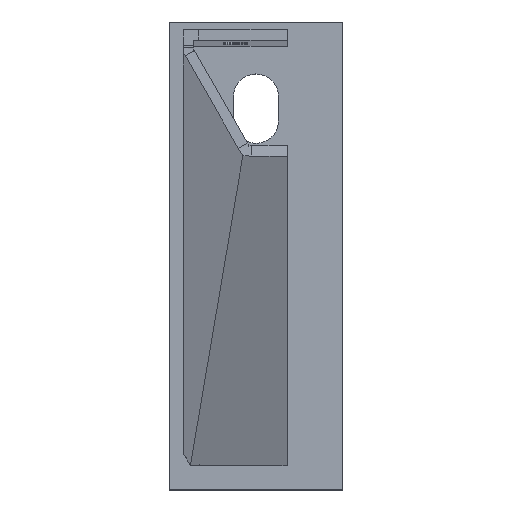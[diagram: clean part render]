
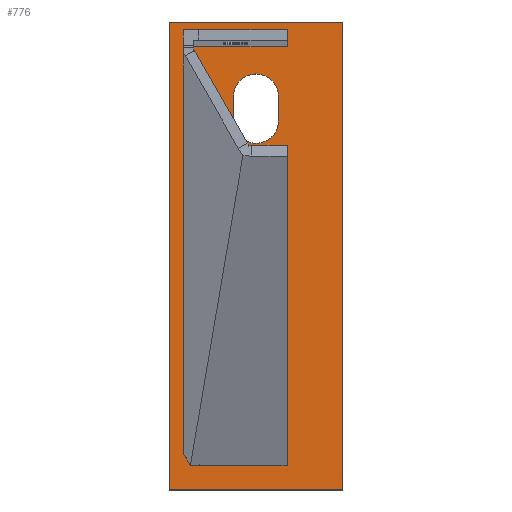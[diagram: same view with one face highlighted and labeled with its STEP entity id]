
A CAD part, top view. The second image highlights one B-rep face of the part: STEP entity #776.
In plain terms, the highlighted planar face has unit normal (0, 0, 1).
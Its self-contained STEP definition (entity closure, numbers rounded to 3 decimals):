
#8 = DIRECTION ( 'NONE',  ( 1., 0., 0. ) ) ;
#68 = CARTESIAN_POINT ( 'NONE',  ( 6.5, -7., 8. ) ) ;
#85 = CARTESIAN_POINT ( 'NONE',  ( 25., 21.5, 8. ) ) ;
#125 = VECTOR ( 'NONE', #416, 1000. ) ;
#131 = VERTEX_POINT ( 'NONE', #1984 ) ;
#174 = ORIENTED_EDGE ( 'NONE', *, *, #2096, .F. ) ;
#193 = VERTEX_POINT ( 'NONE', #2195 ) ;
#238 = DIRECTION ( 'NONE',  ( 1., 0., 0. ) ) ;
#249 = ORIENTED_EDGE ( 'NONE', *, *, #333, .T. ) ;
#275 = FACE_BOUND ( 'NONE', #2112, .T. ) ;
#333 = EDGE_CURVE ( 'NONE', #573, #1774, #1263, .T. ) ;
#343 = ORIENTED_EDGE ( 'NONE', *, *, #2064, .F. ) ;
#383 = ORIENTED_EDGE ( 'NONE', *, *, #516, .T. ) ;
#394 = VERTEX_POINT ( 'NONE', #1009 ) ;
#416 = DIRECTION ( 'NONE',  ( 0., -1., 0. ) ) ;
#419 = CARTESIAN_POINT ( 'NONE',  ( 0., -7., 8. ) ) ;
#442 = EDGE_CURVE ( 'NONE', #131, #2137, #1707, .T. ) ;
#460 = AXIS2_PLACEMENT_3D ( 'NONE', #419, #1866, #238 ) ;
#516 = EDGE_CURVE ( 'NONE', #1774, #131, #733, .T. ) ;
#540 = PLANE ( 'NONE',  #789 ) ;
#573 = VERTEX_POINT ( 'NONE', #598 ) ;
#593 = CARTESIAN_POINT ( 'NONE',  ( 6.5, 0., 8. ) ) ;
#598 = CARTESIAN_POINT ( 'NONE',  ( -25., 21.5, 8. ) ) ;
#607 = EDGE_LOOP ( 'NONE', ( #249, #383, #1843, #2174 ) ) ;
#697 = FACE_OUTER_BOUND ( 'NONE', #607, .T. ) ;
#710 = CARTESIAN_POINT ( 'NONE',  ( -6.5, 0., 8. ) ) ;
#712 = CARTESIAN_POINT ( 'NONE',  ( -25., -113.5, 8. ) ) ;
#722 = ORIENTED_EDGE ( 'NONE', *, *, #1706, .F. ) ;
#727 = VECTOR ( 'NONE', #2237, 1000. ) ;
#733 = LINE ( 'NONE', #712, #1165 ) ;
#776 = ADVANCED_FACE ( 'NONE', ( #697, #275 ), #540, .T. ) ;
#789 = AXIS2_PLACEMENT_3D ( 'NONE', #1805, #892, #1603 ) ;
#790 = DIRECTION ( 'NONE',  ( -1., 0., 0. ) ) ;
#878 = CARTESIAN_POINT ( 'NONE',  ( 0., 0., 8. ) ) ;
#892 = DIRECTION ( 'NONE',  ( 0., 0., 1. ) ) ;
#894 = DIRECTION ( 'NONE',  ( 1., 0., 0. ) ) ;
#963 = LINE ( 'NONE', #1496, #125 ) ;
#977 = EDGE_CURVE ( 'NONE', #2184, #394, #1304, .T. ) ;
#1009 = CARTESIAN_POINT ( 'NONE',  ( 6.5, 0., 8. ) ) ;
#1120 = ORIENTED_EDGE ( 'NONE', *, *, #977, .F. ) ;
#1165 = VECTOR ( 'NONE', #8, 1000. ) ;
#1235 = DIRECTION ( 'NONE',  ( 0., 0., 1. ) ) ;
#1263 = LINE ( 'NONE', #2017, #2116 ) ;
#1304 = LINE ( 'NONE', #593, #727 ) ;
#1385 = CARTESIAN_POINT ( 'NONE',  ( -25., -113.5, 8. ) ) ;
#1415 = AXIS2_PLACEMENT_3D ( 'NONE', #878, #1235, #894 ) ;
#1423 = EDGE_CURVE ( 'NONE', #2137, #573, #2054, .T. ) ;
#1442 = DIRECTION ( 'NONE',  ( 0., -1., 0. ) ) ;
#1496 = CARTESIAN_POINT ( 'NONE',  ( -6.5, 0., 8. ) ) ;
#1603 = DIRECTION ( 'NONE',  ( 1., 0., 0. ) ) ;
#1634 = CARTESIAN_POINT ( 'NONE',  ( 25., 21.5, 8. ) ) ;
#1706 = EDGE_CURVE ( 'NONE', #193, #2184, #1712, .T. ) ;
#1707 = LINE ( 'NONE', #85, #2315 ) ;
#1712 = CIRCLE ( 'NONE', #460, 6.5 ) ;
#1774 = VERTEX_POINT ( 'NONE', #1385 ) ;
#1805 = CARTESIAN_POINT ( 'NONE',  ( -25., -113.5, 8. ) ) ;
#1843 = ORIENTED_EDGE ( 'NONE', *, *, #442, .T. ) ;
#1866 = DIRECTION ( 'NONE',  ( 0., 0., 1. ) ) ;
#1965 = VERTEX_POINT ( 'NONE', #710 ) ;
#1984 = CARTESIAN_POINT ( 'NONE',  ( 25., -113.5, 8. ) ) ;
#2017 = CARTESIAN_POINT ( 'NONE',  ( -25., 21.5, 8. ) ) ;
#2054 = LINE ( 'NONE', #2255, #2069 ) ;
#2064 = EDGE_CURVE ( 'NONE', #394, #1965, #2092, .T. ) ;
#2069 = VECTOR ( 'NONE', #790, 1000. ) ;
#2092 = CIRCLE ( 'NONE', #1415, 6.5 ) ;
#2096 = EDGE_CURVE ( 'NONE', #1965, #193, #963, .T. ) ;
#2112 = EDGE_LOOP ( 'NONE', ( #174, #343, #1120, #722 ) ) ;
#2116 = VECTOR ( 'NONE', #1442, 1000. ) ;
#2137 = VERTEX_POINT ( 'NONE', #1634 ) ;
#2174 = ORIENTED_EDGE ( 'NONE', *, *, #1423, .T. ) ;
#2184 = VERTEX_POINT ( 'NONE', #68 ) ;
#2195 = CARTESIAN_POINT ( 'NONE',  ( -6.5, -7., 8. ) ) ;
#2237 = DIRECTION ( 'NONE',  ( 0., 1., 0. ) ) ;
#2255 = CARTESIAN_POINT ( 'NONE',  ( -25., 21.5, 8. ) ) ;
#2256 = DIRECTION ( 'NONE',  ( 0., 1., 0. ) ) ;
#2315 = VECTOR ( 'NONE', #2256, 1000. ) ;
